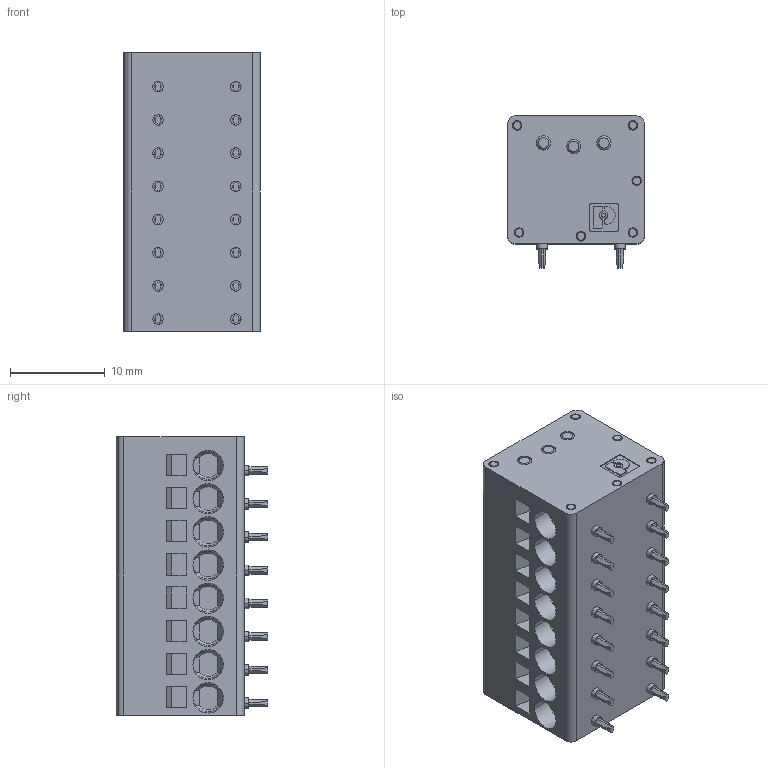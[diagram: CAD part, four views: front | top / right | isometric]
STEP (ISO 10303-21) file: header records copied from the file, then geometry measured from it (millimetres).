
FILE_DESCRIPTION(('SolidDesigner STEP Export'),'2;1');
FILE_NAME('spt_1.5-8_h_3.5.stp','2006-06-02T14:29:51',(''),(''),'OneSpace Designer STEP processor for AP214 (Solid Model)','OneSpace Designer 13.01 05-Feb-2005 (C) CoCreate Software GmbH','');
FILE_SCHEMA(('AUTOMOTIVE_DESIGN { 1 0 10303 214 1 1 1 1 }'));
Length unit declared in the file: millimetre
Products named in the file (2): spt_1.5-8_h_3.5
Assembly tree (1 placements, depth 2):
  spt_1.5-8_h_3.5
    spt_1.5-8_h_3.5
Bounding box: 14.4 x 16 x 29.4 mm (x, y, z)
Volume: 5425 mm3; surface area: 2548.2 mm2
Topology: 1 solids, 1 shells, 492 faces, 1192 edges, 788 vertices
Faces by surface type: plane 313, cylinder 111, cone 52, torus 16
Entity records: 19215 total; most frequent: CARTESIAN_POINT 4182, ORIENTED_EDGE 2384, DIRECTION 2094, EDGE_CURVE 1192, VECTOR 790, LINE 790, VERTEX_POINT 788, AXIS2_PLACEMENT_3D 652
